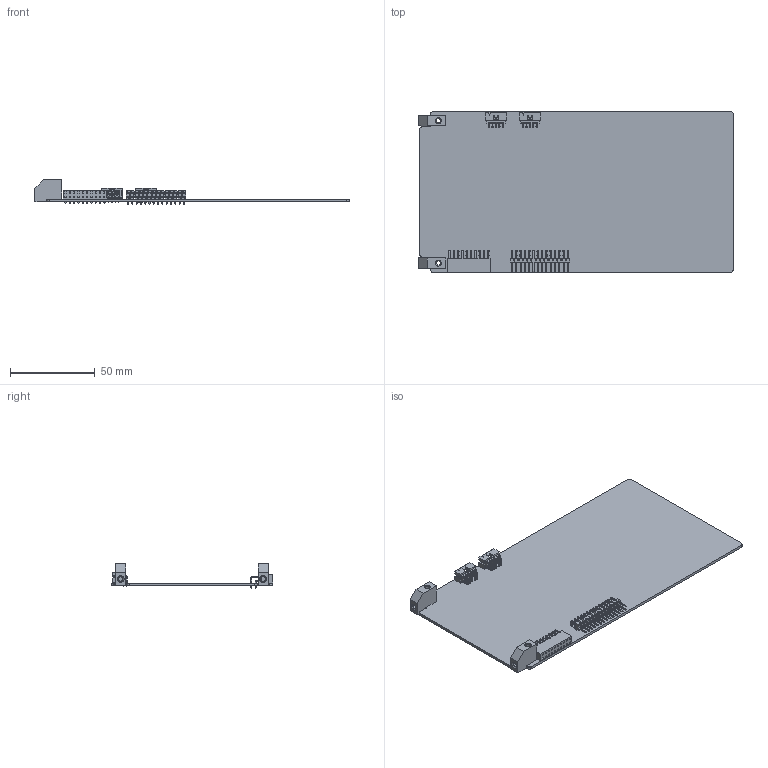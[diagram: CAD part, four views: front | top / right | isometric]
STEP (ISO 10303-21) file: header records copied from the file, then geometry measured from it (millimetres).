
FILE_DESCRIPTION(('KiCad electronic assembly'),'2;1');
FILE_NAME('EEZ DIB v1.2 module (185mm).step','2025-02-11T15:12:25',( 'Pcbnew'),('Kicad'),'Open CASCADE STEP processor 7.6', 'KiCad to STEP converter','Unknown');
FILE_SCHEMA(('AUTOMOTIVE_DESIGN { 1 0 10303 214 1 1 1 1 }'));
Length unit declared in the file: millimetre
Products named in the file (10): EEZ DIB v1.2 module (185mm) 1; 77317-104-28LF--3DModel-STEP-510211; 77317-104-28LF; 878331032; PCB-MB-01; 1127494; SSW-110-02-T-D-RA; DIB template_PCB
Assembly tree (11 placements, depth 3):
  EEZ DIB v1.2 module (185mm) 1
    77317-104-28LF--3DModel-STEP-510211
      77317-104-28LF
    878331032  x2
      878331032
    PCB-MB-01  x2
      1127494
    SSW-110-02-T-D-RA
      SSW-110-02-T-D-RA
    DIB template_PCB
Bounding box: 185.5 x 95.07 x 14.4 mm (x, y, z)
Volume: 31728 mm3; surface area: 42653.9 mm2
Topology: 8 solids, 8 shells, 2360 faces, 5928 edges, 3756 vertices
Faces by surface type: plane 2016, cylinder 332, cone 12
Full cylindrical faces by diameter (mm): 0.8 x20, 1 x48, 3.2 x2
Entity records: 58644 total; most frequent: CARTESIAN_POINT 10119, ORIENTED_EDGE 9918, DIRECTION 9645, EDGE_CURVE 4959, LINE 4337, VECTOR 4337, VERTEX_POINT 3088, AXIS2_PLACEMENT_3D 2654
